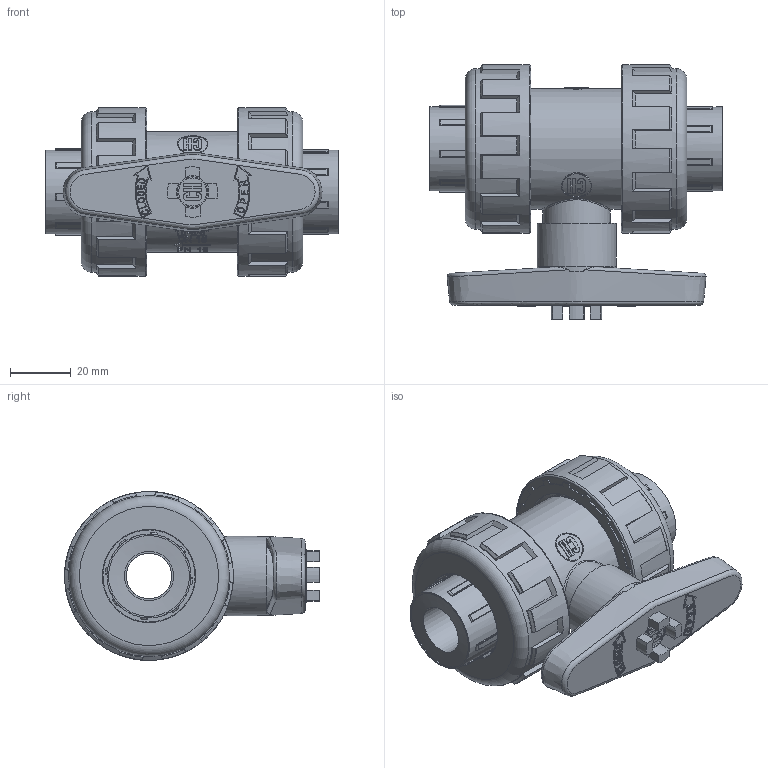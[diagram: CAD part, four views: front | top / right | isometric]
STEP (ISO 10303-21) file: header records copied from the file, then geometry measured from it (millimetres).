
FILE_DESCRIPTION( ( 'Unknown' ), '1' );
FILE_NAME( '1051016.stp', 'Unknown', ( 'Unknown' ), ( 'Unknown' ), 'PSStep 16.0.42', 'Unknown', ' ' );
FILE_SCHEMA( ( 'AUTOMOTIVE_DESIGN { 1 0 10303 214 1 1 1 1 }' ) );
Length unit declared in the file: millimetre
Products named in the file (6): Assem1; LLave de paso Export ø 20-25_Rev.2_0; Tuerca v_bola ø 20_0; manguito ø16; manguito ø16-oa0; Cuerpo valvula de bola ø 16-3_8_Rev.0
Assembly tree (6 placements, depth 2):
  Assem1
    LLave de paso Export ø 20-25_Rev.2_0
    Tuerca v_bola ø 20_0  x2
    manguito ø16
    manguito ø16-oa0
    Cuerpo valvula de bola ø 16-3_8_Rev.0
Bounding box: 95.99 x 83.7 x 55.45 mm (x, y, z)
Volume: 116336.5 mm3; surface area: 59381.5 mm2
Topology: 6 solids, 6 shells, 1450 faces, 3828 edges, 2475 vertices
Faces by surface type: plane 626, cylinder 360, extrusion 184, bspline 98, torus 87, cone 75, sphere 20
Full cylindrical faces by diameter (mm): 9.2 x1, 9.6 x1, 10 x2, 13.2 x1, 15 x3, 16.2 x2, 17.1 x1, 17.3 x1, 20.1 x1, 22 x1, 22.2 x1, 23.7 x1, 26 x1, 26.562 x2, 27.6 x2, 30.29 x2, 31 x1, 34.9 x2, 35 x6, 35.53 x2, 39.7 x1, 42.43 x6, 52.7 x2, 54.45 x2, 55.45 x2
Entity records: 73015 total; most frequent: CARTESIAN_POINT 32950, ORIENTED_EDGE 6482, DIRECTION 5542, EDGE_CURVE 3241, VERTEX_POINT 2129, AXIS2_PLACEMENT_3D 1952, VECTOR 1638, LINE 1454
